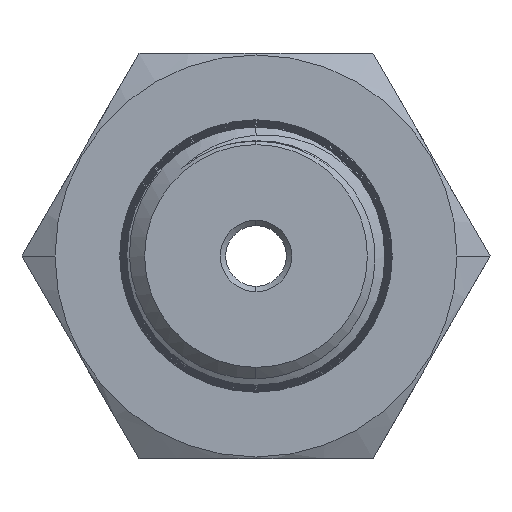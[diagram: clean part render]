
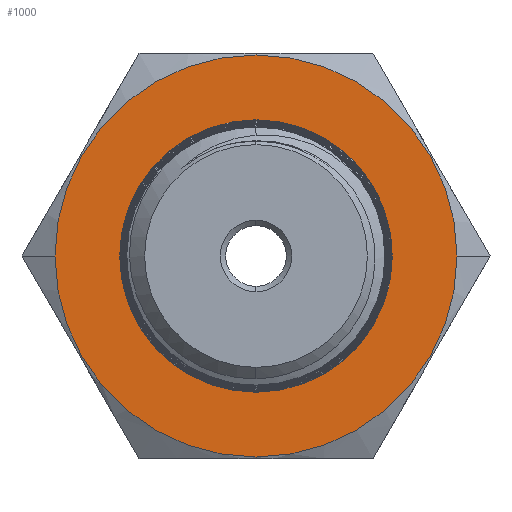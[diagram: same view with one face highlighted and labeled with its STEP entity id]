
A CAD part, left-side view. The second image highlights one B-rep face of the part: STEP entity #1000.
In plain terms, the highlighted planar face has unit normal (-1, 0, 0).
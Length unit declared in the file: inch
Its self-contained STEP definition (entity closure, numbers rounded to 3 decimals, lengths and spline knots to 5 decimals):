
#713 = CIRCLE ( 'NONE', #952, 0.42 ) ;
#952 = AXIS2_PLACEMENT_3D ( 'NONE', #16407, #10788, #7810 ) ;
#1000 = ADVANCED_FACE ( 'NONE', ( #9765, #13117 ), #4215, .T. ) ;
#1215 = CIRCLE ( 'NONE', #5813, 0.62 ) ;
#1624 = EDGE_CURVE ( 'NONE', #11384, #5779, #1215, .T. ) ;
#1762 = CARTESIAN_POINT ( 'NONE',  ( -0.995, 0., 0. ) ) ;
#2330 = DIRECTION ( 'NONE',  ( -1., 0., 0. ) ) ;
#2899 = VERTEX_POINT ( 'NONE', #12960 ) ;
#4215 = PLANE ( 'NONE',  #11032 ) ;
#5779 = VERTEX_POINT ( 'NONE', #13033 ) ;
#5813 = AXIS2_PLACEMENT_3D ( 'NONE', #1762, #7346, #7413 ) ;
#6233 = AXIS2_PLACEMENT_3D ( 'NONE', #18026, #2330, #16454 ) ;
#7005 = DIRECTION ( 'NONE',  ( -1., 0., 0. ) ) ;
#7346 = DIRECTION ( 'NONE',  ( 1., 0., 0. ) ) ;
#7413 = DIRECTION ( 'NONE',  ( 0., 1., 0. ) ) ;
#7810 = DIRECTION ( 'NONE',  ( 0., 0., 1. ) ) ;
#9233 = EDGE_CURVE ( 'NONE', #5779, #11384, #16426, .T. ) ;
#9513 = EDGE_CURVE ( 'NONE', #11858, #2899, #713, .T. ) ;
#9765 = FACE_OUTER_BOUND ( 'NONE', #11228, .T. ) ;
#9965 = CARTESIAN_POINT ( 'NONE',  ( -0.995, 0., -0.42 ) ) ;
#10788 = DIRECTION ( 'NONE',  ( -1., 0., 0. ) ) ;
#11032 = AXIS2_PLACEMENT_3D ( 'NONE', #9965, #7005, #11481 ) ;
#11228 = EDGE_LOOP ( 'NONE', ( #11566, #16045 ) ) ;
#11384 = VERTEX_POINT ( 'NONE', #13073 ) ;
#11472 = CIRCLE ( 'NONE', #6233, 0.42 ) ;
#11481 = DIRECTION ( 'NONE',  ( 0., 0., 1. ) ) ;
#11566 = ORIENTED_EDGE ( 'NONE', *, *, #1624, .F. ) ;
#11858 = VERTEX_POINT ( 'NONE', #18354 ) ;
#12616 = AXIS2_PLACEMENT_3D ( 'NONE', #15853, #15734, #14298 ) ;
#12640 = EDGE_CURVE ( 'NONE', #2899, #11858, #11472, .T. ) ;
#12869 = ORIENTED_EDGE ( 'NONE', *, *, #12640, .F. ) ;
#12960 = CARTESIAN_POINT ( 'NONE',  ( -0.995, 0., 0.42 ) ) ;
#13033 = CARTESIAN_POINT ( 'NONE',  ( -0.995, -0.62, 0. ) ) ;
#13073 = CARTESIAN_POINT ( 'NONE',  ( -0.995, 0.62, 0. ) ) ;
#13117 = FACE_BOUND ( 'NONE', #15425, .T. ) ;
#14298 = DIRECTION ( 'NONE',  ( 0., 1., 0. ) ) ;
#15425 = EDGE_LOOP ( 'NONE', ( #12869, #16506 ) ) ;
#15734 = DIRECTION ( 'NONE',  ( 1., 0., 0. ) ) ;
#15853 = CARTESIAN_POINT ( 'NONE',  ( -0.995, 0., 0. ) ) ;
#16045 = ORIENTED_EDGE ( 'NONE', *, *, #9233, .F. ) ;
#16407 = CARTESIAN_POINT ( 'NONE',  ( -0.995, 0., 0. ) ) ;
#16426 = CIRCLE ( 'NONE', #12616, 0.62 ) ;
#16454 = DIRECTION ( 'NONE',  ( 0., 0., 1. ) ) ;
#16506 = ORIENTED_EDGE ( 'NONE', *, *, #9513, .F. ) ;
#18026 = CARTESIAN_POINT ( 'NONE',  ( -0.995, 0., 0. ) ) ;
#18354 = CARTESIAN_POINT ( 'NONE',  ( -0.995, 0., -0.42 ) ) ;
